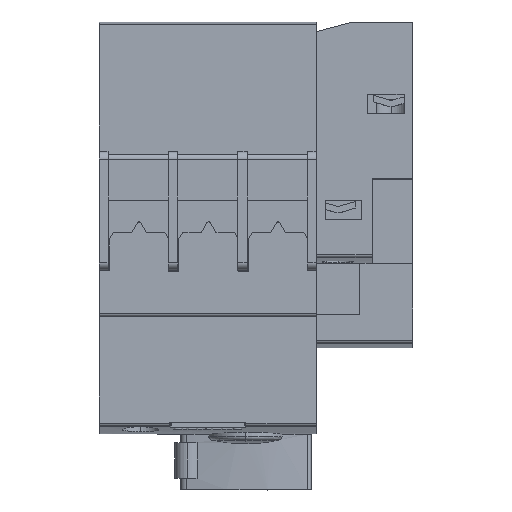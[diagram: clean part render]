
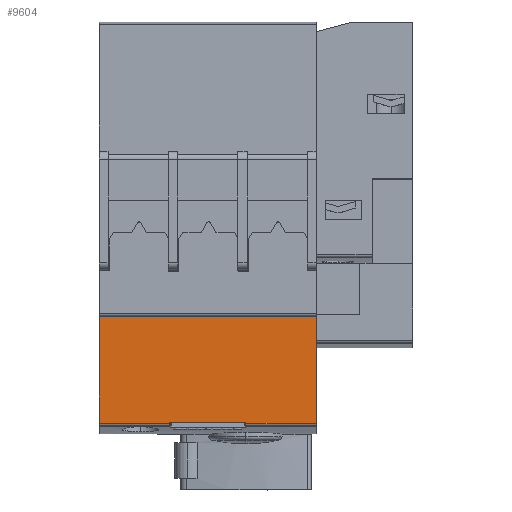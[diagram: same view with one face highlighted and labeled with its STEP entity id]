
A CAD part, top view. The second image highlights one B-rep face of the part: STEP entity #9604.
In plain terms, the highlighted planar face has unit normal (0, 0, 1).
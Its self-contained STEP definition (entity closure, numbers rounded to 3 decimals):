
#5514=EDGE_CURVE('',#10438,#14002,#15749,.T.);
#5534=VERTEX_POINT('',#15771);
#6172=EDGE_CURVE('',#9608,#5534,#16467,.T.);
#6550=EDGE_CURVE('',#13274,#13266,#16879,.T.);
#6600=EDGE_CURVE('',#12600,#14002,#16933,.T.);
#9604=ADVANCED_FACE('',(#20193),#20194,.T.);
#9608=VERTEX_POINT('',#20198);
#9990=VERTEX_POINT('',#20610);
#10438=VERTEX_POINT('',#21091);
#12192=EDGE_CURVE('',#13274,#5534,#23021,.T.);
#12544=EDGE_CURVE('',#9990,#9608,#23397,.T.);
#12600=VERTEX_POINT('',#23454);
#13266=VERTEX_POINT('',#24180);
#13274=VERTEX_POINT('',#24189);
#14002=VERTEX_POINT('',#24988);
#14010=EDGE_CURVE('',#13266,#12600,#24997,.T.);
#15002=EDGE_CURVE('',#9990,#10438,#26066,.T.);
#15749=LINE('',#27026,#27027);
#15771=CARTESIAN_POINT('',(-22.5,-83.1,22.85));
#16467=LINE('',#28103,#28104);
#16879=LINE('',#28746,#28747);
#16933=LINE('',#28825,#28826);
#20193=FACE_OUTER_BOUND('',#33786,.T.);
#20194=PLANE('',#33787);
#20198=CARTESIAN_POINT('',(-22.5,-59.3,22.85));
#20610=CARTESIAN_POINT('',(22.5,-59.3,22.85));
#21091=CARTESIAN_POINT('',(22.5,-83.1,22.85));
#23021=LINE('',#37916,#37917);
#23397=LINE('',#38520,#38521);
#23454=CARTESIAN_POINT('',(7.9,-82.92,22.85));
#24180=CARTESIAN_POINT('',(-7.9,-82.92,22.85));
#24189=CARTESIAN_POINT('',(-7.9,-83.1,22.85));
#24988=CARTESIAN_POINT('',(7.9,-83.1,22.85));
#24997=LINE('',#40967,#40968);
#26066=LINE('',#42610,#42611);
#27026=CARTESIAN_POINT('',(22.5,-83.1,22.85));
#27027=VECTOR('',#43564,1.0);
#28103=CARTESIAN_POINT('',(-22.5,-59.3,22.85));
#28104=VECTOR('',#44428,1.0);
#28746=CARTESIAN_POINT('',(-7.9,-71.11,22.85));
#28747=VECTOR('',#44853,1.0);
#28825=CARTESIAN_POINT('',(7.9,-71.11,22.85));
#28826=VECTOR('',#44905,1.0);
#33786=EDGE_LOOP('',(#48503,#48504,#48505,#48506,#48507,#48508,#48509,#48510));
#33787=AXIS2_PLACEMENT_3D('',#48511,#48512,#48513);
#37916=CARTESIAN_POINT('',(22.5,-83.1,22.85));
#37917=VECTOR('',#51713,1.0);
#38520=CARTESIAN_POINT('',(22.5,-59.3,22.85));
#38521=VECTOR('',#52051,1.0);
#40967=CARTESIAN_POINT('',(11.25,-82.92,22.85));
#40968=VECTOR('',#53812,1.0);
#42610=CARTESIAN_POINT('',(22.5,-59.3,22.85));
#42611=VECTOR('',#54944,1.0);
#43564=DIRECTION('',(-1.0,0.0,0.0));
#44428=DIRECTION('',(0.0,-1.0,0.0));
#44853=DIRECTION('',(0.0,1.0,-0.0));
#44905=DIRECTION('',(0.0,-1.0,0.0));
#48503=ORIENTED_EDGE('',*,*,#6550,.T.);
#48504=ORIENTED_EDGE('',*,*,#14010,.T.);
#48505=ORIENTED_EDGE('',*,*,#6600,.T.);
#48506=ORIENTED_EDGE('',*,*,#5514,.F.);
#48507=ORIENTED_EDGE('',*,*,#15002,.F.);
#48508=ORIENTED_EDGE('',*,*,#12544,.T.);
#48509=ORIENTED_EDGE('',*,*,#6172,.T.);
#48510=ORIENTED_EDGE('',*,*,#12192,.F.);
#48511=CARTESIAN_POINT('',(22.5,-59.3,22.85));
#48512=DIRECTION('',(0.0,-0.0,1.0));
#48513=DIRECTION('',(0.0,1.0,0.0));
#51713=DIRECTION('',(-1.0,0.0,0.0));
#52051=DIRECTION('',(-1.0,0.0,0.0));
#53812=DIRECTION('',(1.0,0.0,0.0));
#54944=DIRECTION('',(0.0,-1.0,0.0));
